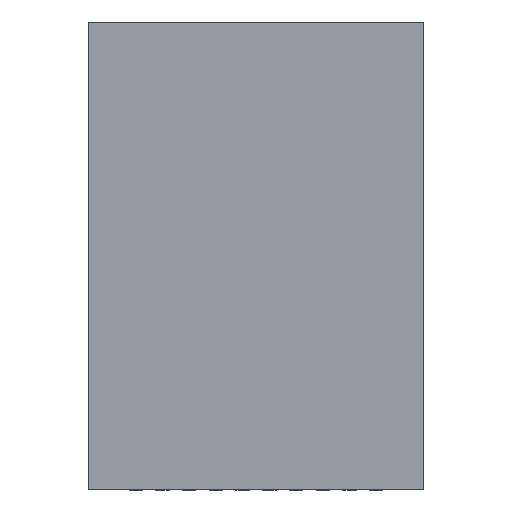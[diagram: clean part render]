
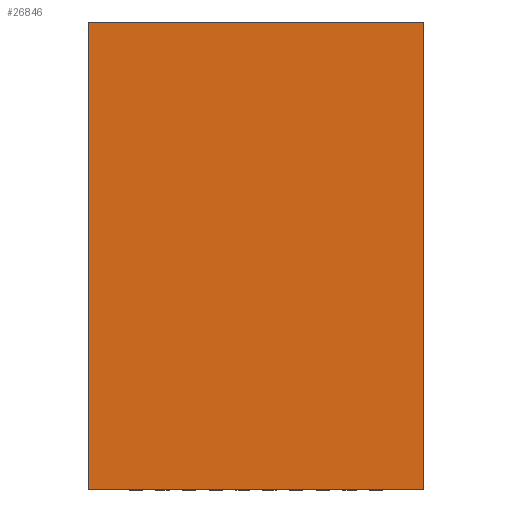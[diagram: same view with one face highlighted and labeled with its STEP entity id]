
A CAD part, top view. The second image highlights one B-rep face of the part: STEP entity #26846.
In plain terms, the highlighted face is planar.
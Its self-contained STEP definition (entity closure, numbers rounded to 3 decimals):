
#20509=DIRECTION('',(0.,0.,1.));
#20510=VECTOR('',#20509,7.);
#20511=CARTESIAN_POINT('',(-2.5,0.975,-3.5));
#20512=LINE('',#20511,#20510);
#20516=DIRECTION('',(-1.,0.,0.));
#20517=VECTOR('',#20516,5.);
#20518=CARTESIAN_POINT('',(2.5,0.975,-3.5));
#20519=LINE('',#20518,#20517);
#20523=DIRECTION('',(0.,0.,-1.));
#20524=VECTOR('',#20523,7.);
#20525=CARTESIAN_POINT('',(2.5,0.975,3.5));
#20526=LINE('',#20525,#20524);
#20530=DIRECTION('',(1.,0.,0.));
#20531=VECTOR('',#20530,5.);
#20532=CARTESIAN_POINT('',(-2.5,0.975,3.5));
#20533=LINE('',#20532,#20531);
#22317=CARTESIAN_POINT('',(-2.5,0.975,-3.5));
#22318=CARTESIAN_POINT('',(-2.5,0.975,3.5));
#22319=VERTEX_POINT('',#22317);
#22320=VERTEX_POINT('',#22318);
#22321=CARTESIAN_POINT('',(2.5,0.975,3.5));
#22322=VERTEX_POINT('',#22321);
#22323=CARTESIAN_POINT('',(2.5,0.975,-3.5));
#22324=VERTEX_POINT('',#22323);
#26835=CARTESIAN_POINT('',(0.,0.975,0.));
#26836=DIRECTION('',(0.,1.,0.));
#26837=DIRECTION('',(1.,0.,0.));
#26838=AXIS2_PLACEMENT_3D('',#26835,#26836,#26837);
#26839=PLANE('',#26838);
#26840=ORIENTED_EDGE('',*,*,#24287,.F.);
#26841=ORIENTED_EDGE('',*,*,#24498,.F.);
#26842=ORIENTED_EDGE('',*,*,#25458,.F.);
#26843=ORIENTED_EDGE('',*,*,#26658,.F.);
#26844=EDGE_LOOP('',(#26840,#26841,#26842,#26843));
#26845=FACE_OUTER_BOUND('',#26844,.F.);
#24287=EDGE_CURVE('',#22319,#22320,#20512,.T.);
#24498=EDGE_CURVE('',#22324,#22319,#20519,.T.);
#25458=EDGE_CURVE('',#22322,#22324,#20526,.T.);
#26658=EDGE_CURVE('',#22320,#22322,#20533,.T.);
#26846=ADVANCED_FACE('',(#26845),#26839,.T.);
